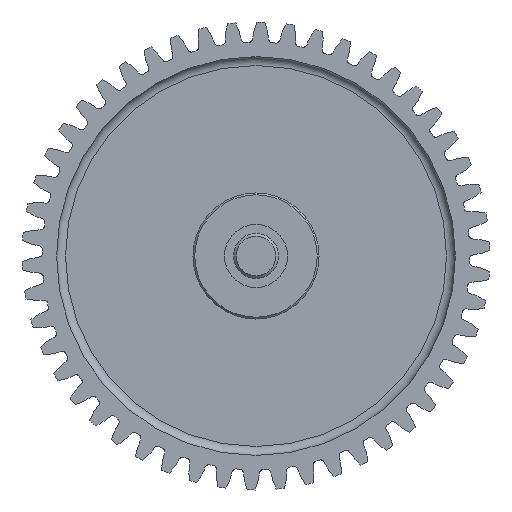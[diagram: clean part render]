
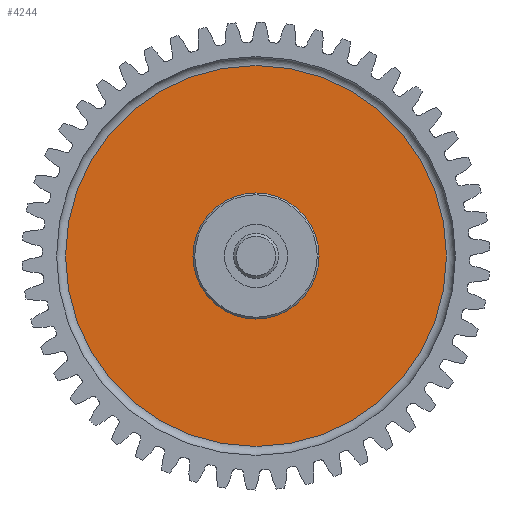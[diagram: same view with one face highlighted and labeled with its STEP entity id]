
A CAD part, front view. The second image highlights one B-rep face of the part: STEP entity #4244.
In plain terms, the highlighted planar face has unit normal (0, -1, 0).
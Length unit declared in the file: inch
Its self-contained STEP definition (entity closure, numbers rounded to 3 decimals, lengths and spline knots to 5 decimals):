
#185=FACE_BOUND('',#692,.T.);
#238=PLANE('',#4681);
#459=FACE_OUTER_BOUND('',#691,.T.);
#691=EDGE_LOOP('',(#3691));
#692=EDGE_LOOP('',(#3692));
#1355=CIRCLE('',#4505,1.058);
#1356=CIRCLE('',#4507,0.313);
#1660=VERTEX_POINT('',#6363);
#1661=VERTEX_POINT('',#6367);
#2159=EDGE_CURVE('',#1660,#1660,#1355,.T.);
#2160=EDGE_CURVE('',#1661,#1661,#1356,.T.);
#3691=ORIENTED_EDGE('',*,*,#2159,.T.);
#3692=ORIENTED_EDGE('',*,*,#2160,.T.);
#4244=ADVANCED_FACE('',(#459,#185),#238,.F.);
#4505=AXIS2_PLACEMENT_3D('',#6365,#5315,#5316);
#4507=AXIS2_PLACEMENT_3D('',#6368,#5319,#5320);
#4681=AXIS2_PLACEMENT_3D('',#21857,#5773,#5774);
#5315=DIRECTION('center_axis',(0.,-1.,0.));
#5316=DIRECTION('ref_axis',(0.866,0.,-0.5));
#5319=DIRECTION('center_axis',(0.,1.,0.));
#5320=DIRECTION('ref_axis',(0.866,0.,-0.5));
#5773=DIRECTION('center_axis',(0.,1.,0.));
#5774=DIRECTION('ref_axis',(0.866,0.,-0.5));
#6363=CARTESIAN_POINT('',(-2.01806,2.47436,1.18154));
#6365=CARTESIAN_POINT('Origin',(-1.10181,2.47436,0.65254));
#6367=CARTESIAN_POINT('',(-1.37288,2.47436,0.80904));
#6368=CARTESIAN_POINT('Origin',(-1.10181,2.47436,0.65254));
#21857=CARTESIAN_POINT('Origin',(-0.87405,2.47436,0.52104));
